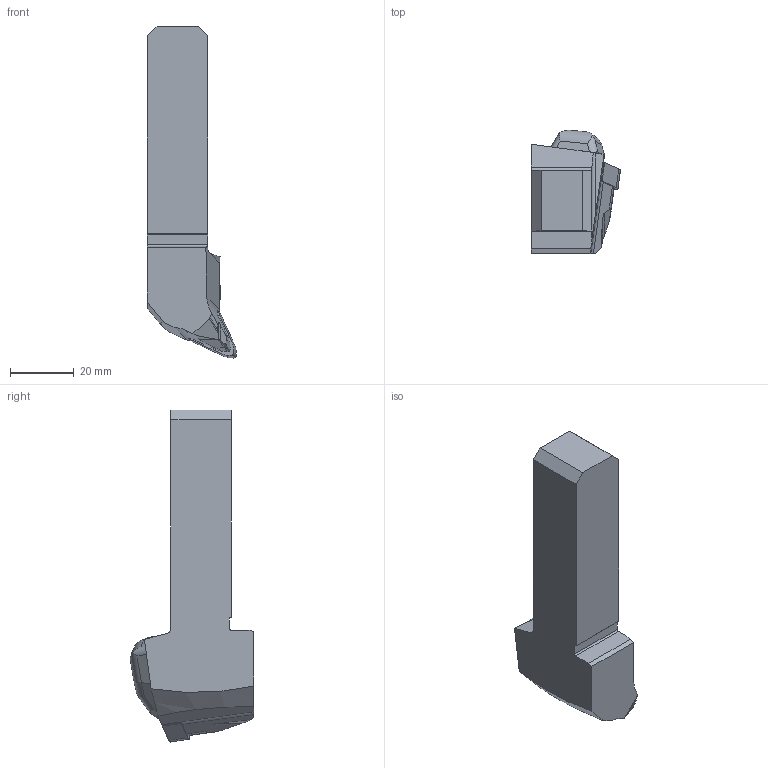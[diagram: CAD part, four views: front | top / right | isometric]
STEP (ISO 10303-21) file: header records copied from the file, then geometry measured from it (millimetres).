
FILE_DESCRIPTION(/* description */ (''),/* implementation_level */ '2;1');
FILE_NAME(/* name */ 'ASSY.STP',/* time_stamp */ '2022-10-25T15:32:08+02:00',/* author */ (''),/* organization */ ('SMS'),/* preprocessor_version */ 'ST-DEVELOPER v16.7',/* originating_system */ 'SIEMENS PLM Software NX 12.0',/* authorisation */ '');
FILE_SCHEMA (('AUTOMOTIVE_DESIGN { 1 0 10303 214 3 1 1 1 }'));
Length unit declared in the file: millimetre
Products named in the file (4): ASSEMBLY_CONSTRUCTION; NOCUT; CUT; ASSY
Assembly tree (3 placements, depth 2):
  ASSY
    CUT
    NOCUT
    ASSEMBLY_CONSTRUCTION
Bounding box: 27.94 x 38.74 x 104.05 mm (x, y, z)
Volume: 43882.3 mm3; surface area: 10564.2 mm2
Topology: 2 solids, 2 shells, 102 faces, 283 edges, 191 vertices
Faces by surface type: plane 65, cylinder 37
Entity records: 3582 total; most frequent: CARTESIAN_POINT 767, DIRECTION 567, ORIENTED_EDGE 564, EDGE_CURVE 282, LINE 191, VECTOR 191, AXIS2_PLACEMENT_3D 188, VERTEX_POINT 184
